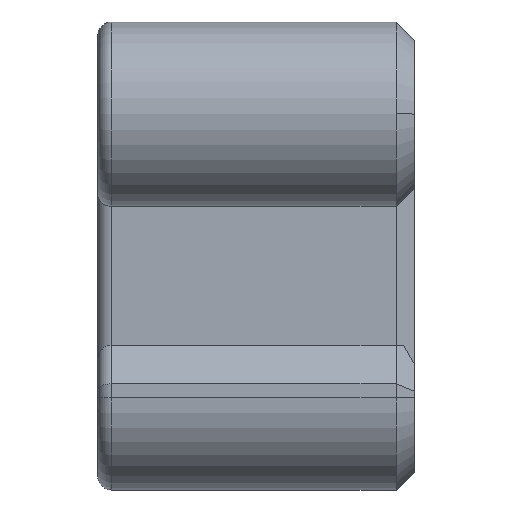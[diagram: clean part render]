
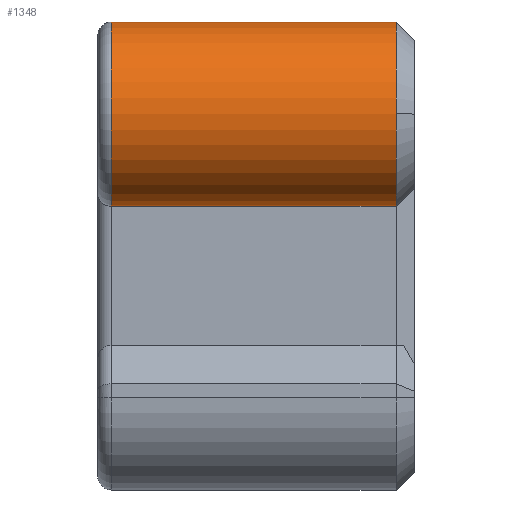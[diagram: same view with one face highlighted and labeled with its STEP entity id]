
A CAD part, top view. The second image highlights one B-rep face of the part: STEP entity #1348.
In plain terms, the highlighted cylindrical face has radius 2.039 mm (diameter 4.078 mm), a partial arc.
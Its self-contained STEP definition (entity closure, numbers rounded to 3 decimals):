
#52 = CARTESIAN_POINT ( 'NONE',  ( 7.911, -1.639, 0.4 ) ) ;
#93 = VERTEX_POINT ( 'NONE', #2227 ) ;
#137 = ORIENTED_EDGE ( 'NONE', *, *, #1969, .T. ) ;
#159 = CIRCLE ( 'NONE', #1747, 2.039 ) ;
#273 = DIRECTION ( 'NONE',  ( -1., 0., 0. ) ) ;
#282 = FACE_OUTER_BOUND ( 'NONE', #1718, .T. ) ;
#285 = VERTEX_POINT ( 'NONE', #352 ) ;
#314 = CARTESIAN_POINT ( 'NONE',  ( 7.911, -3.678, 21.637 ) ) ;
#352 = CARTESIAN_POINT ( 'NONE',  ( 7.911, 0.4, 6.7 ) ) ;
#364 = VECTOR ( 'NONE', #1490, 1000. ) ;
#375 = ORIENTED_EDGE ( 'NONE', *, *, #574, .F. ) ;
#457 = VECTOR ( 'NONE', #1044, 1000. ) ;
#530 = AXIS2_PLACEMENT_3D ( 'NONE', #2269, #1739, #1577 ) ;
#574 = EDGE_CURVE ( 'NONE', #285, #1317, #624, .T. ) ;
#584 = ORIENTED_EDGE ( 'NONE', *, *, #937, .T. ) ;
#624 = LINE ( 'NONE', #1528, #364 ) ;
#727 = CIRCLE ( 'NONE', #2283, 2.039 ) ;
#817 = ORIENTED_EDGE ( 'NONE', *, *, #2005, .T. ) ;
#937 = EDGE_CURVE ( 'NONE', #93, #1378, #2125, .T. ) ;
#1014 = CARTESIAN_POINT ( 'NONE',  ( 7.911, -3.678, 0.4 ) ) ;
#1044 = DIRECTION ( 'NONE',  ( 0., 0., -1. ) ) ;
#1303 = VERTEX_POINT ( 'NONE', #2093 ) ;
#1317 = VERTEX_POINT ( 'NONE', #2299 ) ;
#1348 = ADVANCED_FACE ( 'NONE', ( #282 ), #1723, .T. ) ;
#1378 = VERTEX_POINT ( 'NONE', #1014 ) ;
#1490 = DIRECTION ( 'NONE',  ( 0., 0., -1. ) ) ;
#1528 = CARTESIAN_POINT ( 'NONE',  ( 7.911, 0.4, 21.637 ) ) ;
#1577 = DIRECTION ( 'NONE',  ( -1., 0., 0. ) ) ;
#1619 = DIRECTION ( 'NONE',  ( 0., 0., 1. ) ) ;
#1628 = CARTESIAN_POINT ( 'NONE',  ( 7.911, -1.639, 0.4 ) ) ;
#1642 = DIRECTION ( 'NONE',  ( 0., 0., -1. ) ) ;
#1648 = CARTESIAN_POINT ( 'NONE',  ( 7.911, -1.639, 6.7 ) ) ;
#1718 = EDGE_LOOP ( 'NONE', ( #375, #137, #584, #817, #1883 ) ) ;
#1723 = CYLINDRICAL_SURFACE ( 'NONE', #530, 2.039 ) ;
#1739 = DIRECTION ( 'NONE',  ( 0., 0., -1. ) ) ;
#1747 = AXIS2_PLACEMENT_3D ( 'NONE', #1628, #1619, #1795 ) ;
#1795 = DIRECTION ( 'NONE',  ( -1., 0., 0. ) ) ;
#1835 = DIRECTION ( 'NONE',  ( -1., 0., 0. ) ) ;
#1879 = EDGE_CURVE ( 'NONE', #1303, #1317, #159, .T. ) ;
#1883 = ORIENTED_EDGE ( 'NONE', *, *, #1879, .T. ) ;
#1935 = AXIS2_PLACEMENT_3D ( 'NONE', #1648, #1642, #1835 ) ;
#1969 = EDGE_CURVE ( 'NONE', #285, #93, #2170, .T. ) ;
#2005 = EDGE_CURVE ( 'NONE', #1378, #1303, #727, .T. ) ;
#2081 = DIRECTION ( 'NONE',  ( 0., 0., 1. ) ) ;
#2093 = CARTESIAN_POINT ( 'NONE',  ( 9.95, -1.639, 0.4 ) ) ;
#2125 = LINE ( 'NONE', #314, #457 ) ;
#2170 = CIRCLE ( 'NONE', #1935, 2.039 ) ;
#2227 = CARTESIAN_POINT ( 'NONE',  ( 7.911, -3.678, 6.7 ) ) ;
#2269 = CARTESIAN_POINT ( 'NONE',  ( 7.911, -1.639, 21.637 ) ) ;
#2283 = AXIS2_PLACEMENT_3D ( 'NONE', #52, #2081, #273 ) ;
#2299 = CARTESIAN_POINT ( 'NONE',  ( 7.911, 0.4, 0.4 ) ) ;
